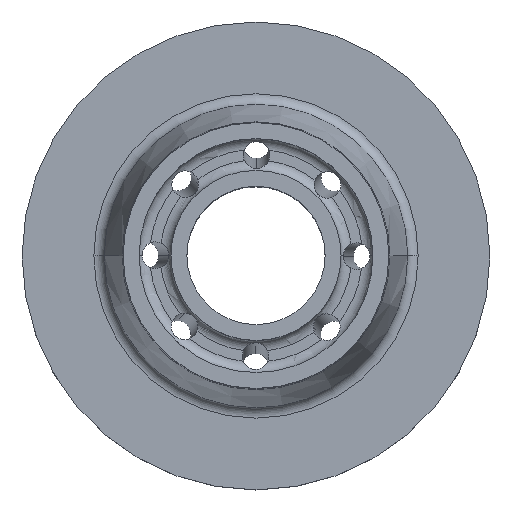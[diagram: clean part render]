
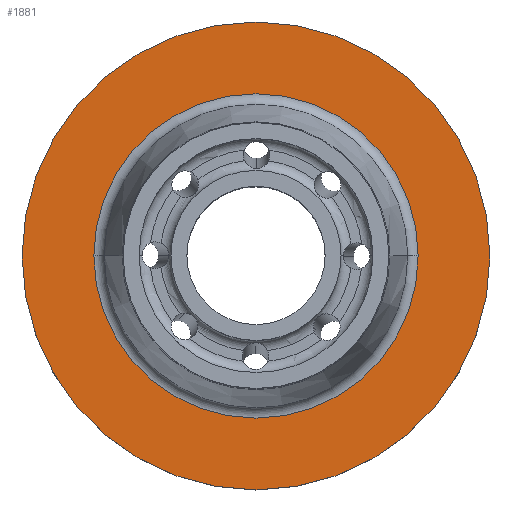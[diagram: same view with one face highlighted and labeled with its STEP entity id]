
A CAD part, top view. The second image highlights one B-rep face of the part: STEP entity #1881.
In plain terms, the highlighted planar face has unit normal (0, 0, 1).
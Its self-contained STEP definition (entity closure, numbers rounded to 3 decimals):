
#70 = AXIS2_PLACEMENT_3D ( 'NONE', #2449, #2439, #2916 ) ;
#201 = EDGE_CURVE ( 'NONE', #2850, #397, #2044, .T. ) ;
#263 = AXIS2_PLACEMENT_3D ( 'NONE', #1797, #343, #2017 ) ;
#343 = DIRECTION ( 'NONE',  ( 0., 0., 1. ) ) ;
#397 = VERTEX_POINT ( 'NONE', #2698 ) ;
#465 = ORIENTED_EDGE ( 'NONE', *, *, #1711, .T. ) ;
#574 = VERTEX_POINT ( 'NONE', #1166 ) ;
#793 = ORIENTED_EDGE ( 'NONE', *, *, #2737, .T. ) ;
#806 = CARTESIAN_POINT ( 'NONE',  ( 0., 0., 12. ) ) ;
#886 = ORIENTED_EDGE ( 'NONE', *, *, #2525, .F. ) ;
#916 = CARTESIAN_POINT ( 'NONE',  ( 0., 30.5, 12. ) ) ;
#938 = DIRECTION ( 'NONE',  ( -1., 0., 0. ) ) ;
#953 = DIRECTION ( 'NONE',  ( 1., 0., 0. ) ) ;
#973 = EDGE_LOOP ( 'NONE', ( #886, #2334 ) ) ;
#982 = FACE_BOUND ( 'NONE', #973, .T. ) ;
#1052 = DIRECTION ( 'NONE',  ( 1., 0., 0. ) ) ;
#1124 = AXIS2_PLACEMENT_3D ( 'NONE', #806, #2427, #1052 ) ;
#1166 = CARTESIAN_POINT ( 'NONE',  ( 44., 0., 12. ) ) ;
#1267 = CARTESIAN_POINT ( 'NONE',  ( -44., 0., 12. ) ) ;
#1284 = EDGE_LOOP ( 'NONE', ( #465, #793 ) ) ;
#1394 = VERTEX_POINT ( 'NONE', #1267 ) ;
#1634 = AXIS2_PLACEMENT_3D ( 'NONE', #2586, #2992, #953 ) ;
#1643 = DIRECTION ( 'NONE',  ( 0., 0., -1. ) ) ;
#1711 = EDGE_CURVE ( 'NONE', #574, #1394, #2335, .T. ) ;
#1797 = CARTESIAN_POINT ( 'NONE',  ( 0., 0., 12. ) ) ;
#1876 = PLANE ( 'NONE',  #1899 ) ;
#1881 = ADVANCED_FACE ( 'NONE', ( #982, #2256 ), #1876, .F. ) ;
#1899 = AXIS2_PLACEMENT_3D ( 'NONE', #916, #1643, #938 ) ;
#2017 = DIRECTION ( 'NONE',  ( 1., 0., 0. ) ) ;
#2044 = CIRCLE ( 'NONE', #70, 30.5 ) ;
#2256 = FACE_OUTER_BOUND ( 'NONE', #1284, .T. ) ;
#2334 = ORIENTED_EDGE ( 'NONE', *, *, #201, .F. ) ;
#2335 = CIRCLE ( 'NONE', #1634, 44. ) ;
#2427 = DIRECTION ( 'NONE',  ( 0., 0., 1. ) ) ;
#2439 = DIRECTION ( 'NONE',  ( 0., 0., 1. ) ) ;
#2449 = CARTESIAN_POINT ( 'NONE',  ( 0., 0., 12. ) ) ;
#2525 = EDGE_CURVE ( 'NONE', #397, #2850, #3023, .T. ) ;
#2586 = CARTESIAN_POINT ( 'NONE',  ( 0., 0., 12. ) ) ;
#2698 = CARTESIAN_POINT ( 'NONE',  ( 30.5, 0., 12. ) ) ;
#2704 = CARTESIAN_POINT ( 'NONE',  ( -30.5, 0., 12. ) ) ;
#2737 = EDGE_CURVE ( 'NONE', #1394, #574, #2903, .T. ) ;
#2850 = VERTEX_POINT ( 'NONE', #2704 ) ;
#2903 = CIRCLE ( 'NONE', #1124, 44. ) ;
#2916 = DIRECTION ( 'NONE',  ( 1., 0., 0. ) ) ;
#2992 = DIRECTION ( 'NONE',  ( 0., 0., 1. ) ) ;
#3023 = CIRCLE ( 'NONE', #263, 30.5 ) ;
